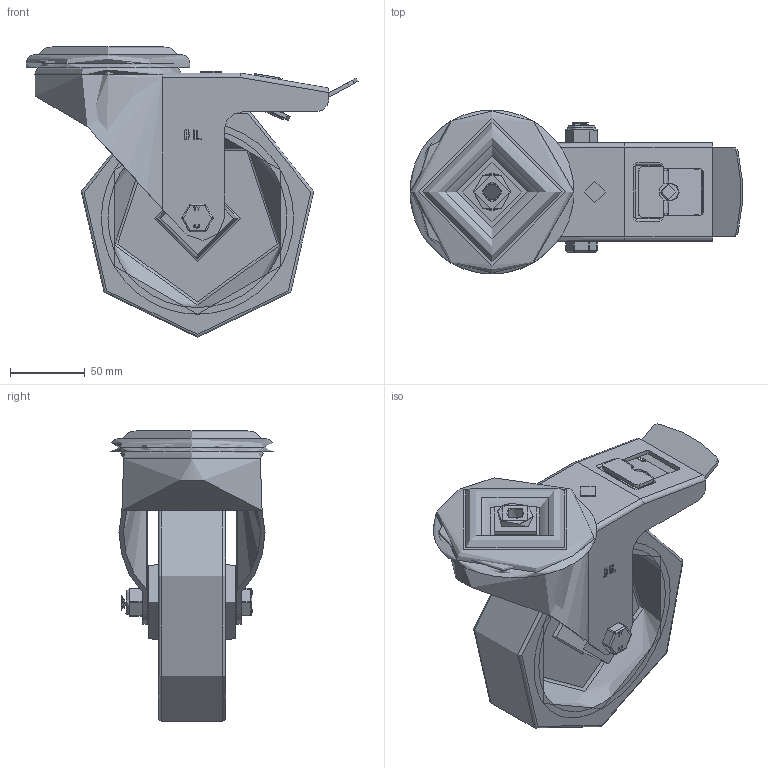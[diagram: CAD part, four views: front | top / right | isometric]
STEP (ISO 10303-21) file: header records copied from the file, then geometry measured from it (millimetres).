
FILE_DESCRIPTION(/* description */ (''),/* implementation_level */ '2;1');
FILE_NAME(/* name */ 'BZMM160RNBBH12SWB.step',/* time_stamp */ '2024-10-07T11:17:10+01:00',/* author */ (''),/* organization */ (''),/* preprocessor_version */ 'ST-DEVELOPER v20',/* originating_system */ 'Autodesk Translation Framework v13.20.0.188',/* authorisation */ '');
FILE_SCHEMA (('AUTOMOTIVE_DESIGN { 1 0 10303 214 3 1 1 }'));
Length unit declared in the file: millimetre
Products named in the file (27): BZMM160RNBBH12SWB; BZMM150ASBH12SWB v1; ZINC PLATED, PRESSED STEEL TOP PLATE; ZINC PLATED, PRESSED STEEL FORKS; ZINC PLATED, PRESSED STEEL BRAKE PEDAL; BRAKE PAD; BRAKE PAD Geometry; BRAKE BOLT; BOLT; NUT; BZH160WRNRB v1; 75 SHORE A ELASTIC RUBBER TYRE; NYLON RIM; NYLON RIM Geometry; CAP; ROLLER BEARING; CAGE; Pattern; Component2; TUBEM20X60 v1; ZINC PLATED STEEL TUBE; HEXBOLTM12X80Z8.8 v2; GRADE 8.8 ZINC PLATED BOLT; NYLOCM12Z v1; NYLOC NUT; NUT (1); RUBBER
Assembly tree (35 placements, depth 5):
  BZMM160RNBBH12SWB
    BZMM150ASBH12SWB v1
      ZINC PLATED, PRESSED STEEL TOP PLATE
      ZINC PLATED, PRESSED STEEL FORKS
      ZINC PLATED, PRESSED STEEL BRAKE PEDAL
      BRAKE PAD
        BRAKE PAD Geometry
        BRAKE BOLT
        BOLT
        NUT
    BZH160WRNRB v1
      75 SHORE A ELASTIC RUBBER TYRE
      NYLON RIM
        NYLON RIM Geometry
        CAP
      ROLLER BEARING
        CAGE
        Pattern
          Component2  x10
    TUBEM20X60 v1
      ZINC PLATED STEEL TUBE
    HEXBOLTM12X80Z8.8 v2
      GRADE 8.8 ZINC PLATED BOLT
    NYLOCM12Z v1
      NYLOC NUT
        NUT (1)
        RUBBER
Bounding box: 222.68 x 110 x 195 mm (x, y, z)
Volume: 777939.1 mm3; surface area: 281627.8 mm2
Topology: 25 solids, 25 shells, 688 faces, 1735 edges, 1112 vertices
Faces by surface type: plane 356, cylinder 205, bspline 52, torus 41, sphere 18, cone 16
Full cylindrical faces by diameter (mm): 5 x10, 8 x2, 9.836 x18, 11.834 x18, 12 x3, 12.1 x2, 12.2 x1, 12.5 x1, 14 x3, 15 x1, 18 x1, 18.5 x1, 19.9 x1, 20 x1, 21 x1, 22 x1, 24.5 x1, 25 x2, 29.5 x1, 30 x1, 33.5 x1, 34 x1, 36.5 x2, 40 x2, 52.5 x1, 65.5 x1, 77 x1, 92 x1, 104 x1, 110 x1
Entity records: 27728 total; most frequent: CARTESIAN_POINT 10941, ORIENTED_EDGE 3414, DIRECTION 3288, EDGE_CURVE 1707, AXIS2_PLACEMENT_3D 1178, VERTEX_POINT 1094, LINE 932, VECTOR 932
